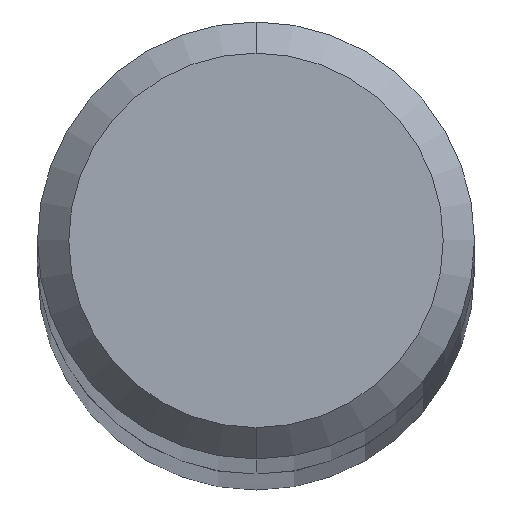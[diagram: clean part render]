
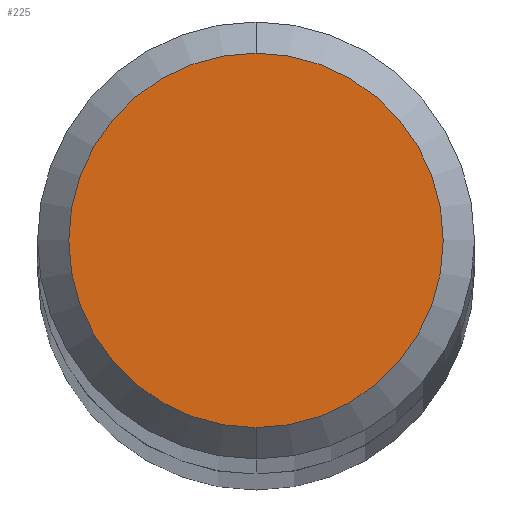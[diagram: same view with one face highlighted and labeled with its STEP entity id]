
A CAD part, top view. The second image highlights one B-rep face of the part: STEP entity #225.
In plain terms, the highlighted planar face has unit normal (0, 0, 1).
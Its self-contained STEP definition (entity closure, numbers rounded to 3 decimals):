
#163=VERTEX_POINT('',#439);
#225=ADVANCED_FACE('',(#506),#507,.T.);
#253=EDGE_CURVE('',#163,#375,#539,.T.);
#257=EDGE_CURVE('',#375,#163,#543,.T.);
#375=VERTEX_POINT('',#673);
#439=CARTESIAN_POINT('',(0.,-1.2,0.0));
#506=FACE_OUTER_BOUND('',#852,.T.);
#507=PLANE('',#853);
#539=CIRCLE('',#926,1.2);
#543=CIRCLE('',#945,1.2);
#673=CARTESIAN_POINT('',(0.0,1.2,0.0));
#852=EDGE_LOOP('',(#1404,#1405));
#853=AXIS2_PLACEMENT_3D('',#1406,#1407,#1408);
#926=AXIS2_PLACEMENT_3D('',#1443,#1444,#1445);
#945=AXIS2_PLACEMENT_3D('',#1446,#1447,#1448);
#1404=ORIENTED_EDGE('',*,*,#257,.F.);
#1405=ORIENTED_EDGE('',*,*,#253,.F.);
#1406=CARTESIAN_POINT('',(0.0,0.6,0.0));
#1407=DIRECTION('',(-0.0,0.0,1.0));
#1408=DIRECTION('',(0.0,-1.0,0.0));
#1443=CARTESIAN_POINT('',(0.0,0.0,0.0));
#1444=DIRECTION('',(0.0,0.0,-1.0));
#1445=DIRECTION('',(0.0,1.0,0.0));
#1446=CARTESIAN_POINT('',(0.0,0.0,0.0));
#1447=DIRECTION('',(0.0,0.0,-1.0));
#1448=DIRECTION('',(0.0,1.0,0.0));
